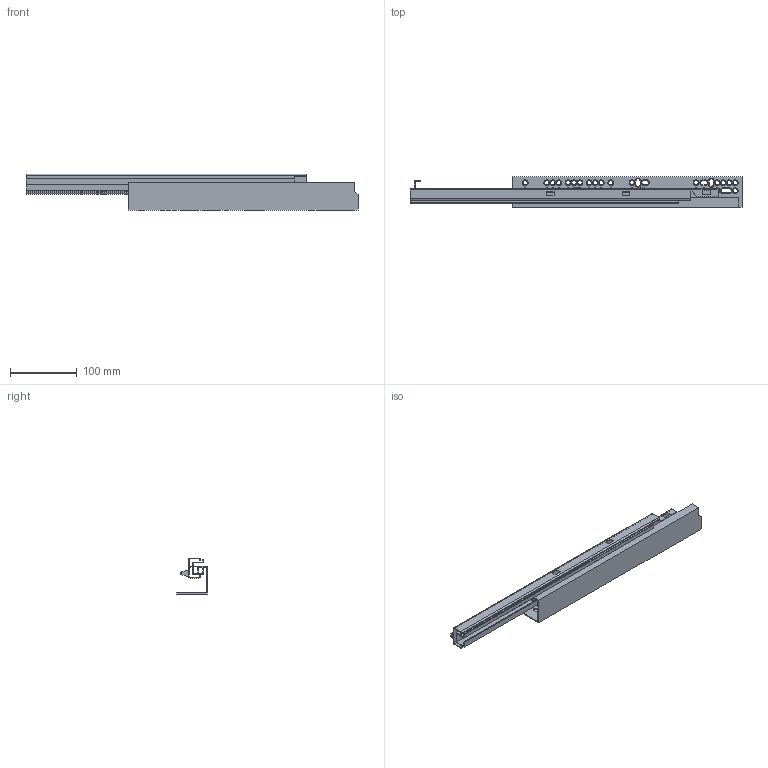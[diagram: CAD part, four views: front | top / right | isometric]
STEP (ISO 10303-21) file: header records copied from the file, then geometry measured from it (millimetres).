
FILE_DESCRIPTION (( 'STEP AP214' ), '1' );
FILE_NAME ('F000300_CLOSED_RIGHT_3D.step', '2023-02-22T12:52:45', ( '' ), ( '' ), 'SwSTEP 2.0', 'SolidWorks 2020', '' );
FILE_SCHEMA (( 'AUTOMOTIVE_DESIGN' ));
Length unit declared in the file: millimetre
Products named in the file (4): NU69-500-VNITRNI_PRAVY; NU69-500-VNEJSI-PRAVY; F000300_CLOSED_RIGHT_3D; NU69-500-STREDNI
Assembly tree (3 placements, depth 2):
  F000300_CLOSED_RIGHT_3D
    NU69-500-VNEJSI-PRAVY
    NU69-500-STREDNI
    NU69-500-VNITRNI_PRAVY
Bounding box: 498 x 46 x 54 mm (x, y, z)
Volume: 126680.3 mm3; surface area: 181411.2 mm2
Topology: 3 solids, 3 shells, 277 faces, 723 edges, 450 vertices
Faces by surface type: plane 101, cylinder 93, cone 83
Entity records: 8790 total; most frequent: DIRECTION 1566, CARTESIAN_POINT 1462, ORIENTED_EDGE 1446, EDGE_CURVE 723, AXIS2_PLACEMENT_3D 562, VERTEX_POINT 450, VECTOR 442, LINE 442
